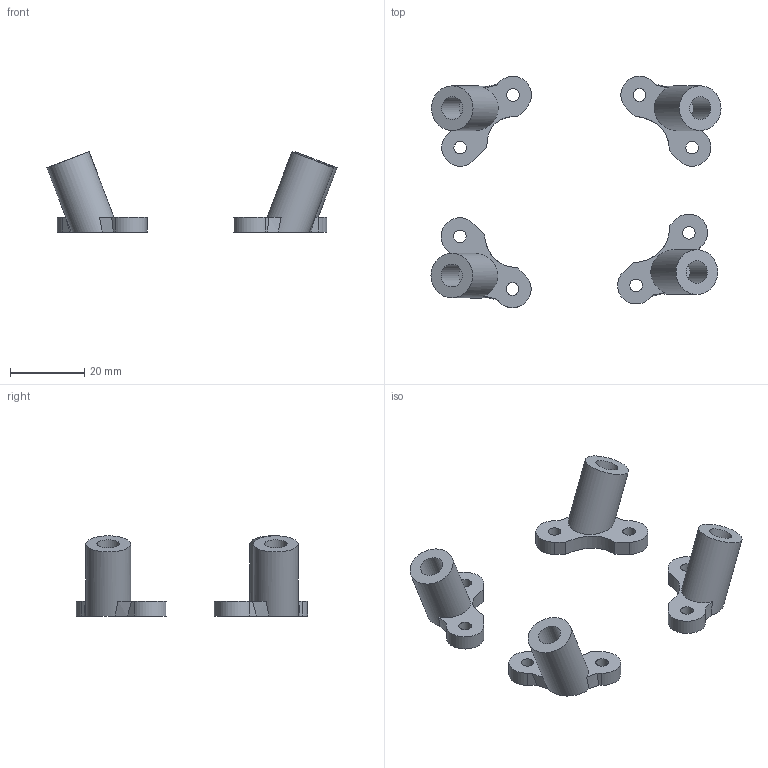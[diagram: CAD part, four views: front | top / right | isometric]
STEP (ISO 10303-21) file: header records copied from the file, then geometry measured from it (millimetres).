
FILE_DESCRIPTION(('HOOPS Exchange Step'),'2;1');
FILE_NAME('temp_export','2024-04-07T13:22:16+02:00',('mobile'),('Shapr3D Limited'),'HOOPS Exchange 2023.2','Shapr3D','Authorized');
FILE_SCHEMA( ('AUTOMOTIVE_DESIGN { 1 0 10303 214 1 1 1 1 }') );
Length unit declared in the file: millimetre
Products named in the file (2): Leg joints; root
Assembly tree (1 placements, depth 2):
  root
    Leg joints
Bounding box: 77.91 x 62.06 x 21.55 mm (x, y, z)
Volume: 10599.2 mm3; surface area: 7363.4 mm2
Topology: 4 solids, 4 shells, 68 faces, 192 edges, 136 vertices
Faces by surface type: plane 32, cylinder 24, bspline 12
Full cylindrical faces by diameter (mm): 3.4 x8, 6.1 x4, 12 x4
Entity records: 2523 total; most frequent: CARTESIAN_POINT 697, ORIENTED_EDGE 384, DIRECTION 348, EDGE_CURVE 192, AXIS2_PLACEMENT_3D 138, VERTEX_POINT 136, EDGE_LOOP 88, FACE_BOUND 88
